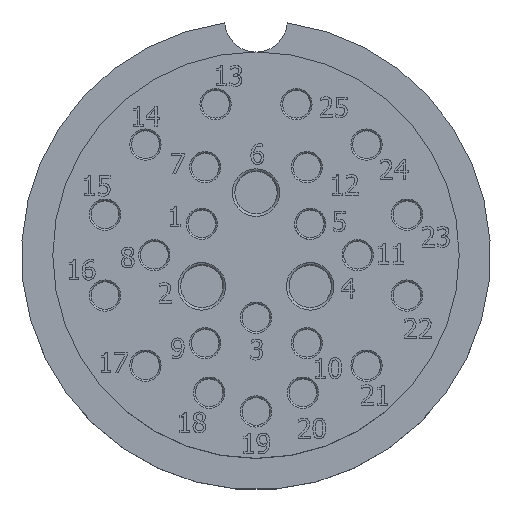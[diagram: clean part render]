
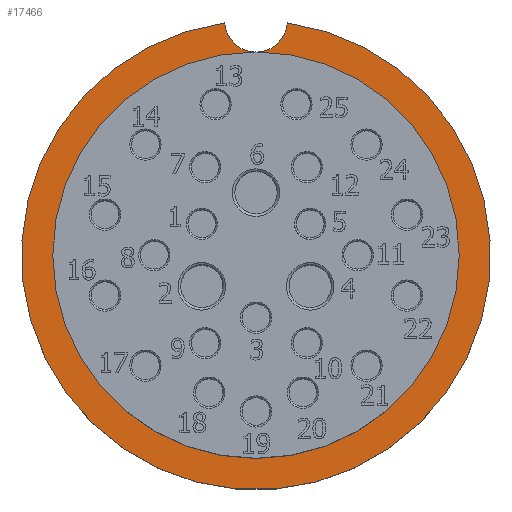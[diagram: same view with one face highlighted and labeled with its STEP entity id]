
A CAD part, top view. The second image highlights one B-rep face of the part: STEP entity #17466.
In plain terms, the highlighted planar face has unit normal (0, 0, 1).
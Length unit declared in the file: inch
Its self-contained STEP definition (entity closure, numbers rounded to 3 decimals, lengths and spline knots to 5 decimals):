
#4061=PLANE($,#18458);
#5577=FACE_OUTER_BOUND($,#6956,.T.);
#6956=EDGE_LOOP($,(#15673,#15674,#15675,#15676));
#7249=CIRCLE($,#18333,0.9375);
#7250=CIRCLE($,#18335,0.8125);
#7301=CIRCLE($,#18459,0.125);
#7302=CIRCLE($,#18460,0.125);
#8858=VERTEX_POINT($,#30890);
#8859=VERTEX_POINT($,#30892);
#8860=VERTEX_POINT($,#30896);
#11113=EDGE_CURVE($,#8859,#8858,#7249,.T.);
#11115=EDGE_CURVE($,#8860,#8860,#7250,.T.);
#11178=EDGE_CURVE($,#8860,#8858,#7301,.T.);
#11179=EDGE_CURVE($,#8859,#8860,#7302,.T.);
#15673=ORIENTED_EDGE($,*,*,#11113,.T.);
#15674=ORIENTED_EDGE($,*,*,#11178,.F.);
#15675=ORIENTED_EDGE($,*,*,#11115,.F.);
#15676=ORIENTED_EDGE($,*,*,#11179,.F.);
#17466=ADVANCED_FACE($,(#5577),#4061,.F.);
#18333=AXIS2_PLACEMENT_3D($,#30893,#21402,#21403);
#18335=AXIS2_PLACEMENT_3D($,#30897,#21407,#21408);
#18458=AXIS2_PLACEMENT_3D($,#31124,#21661,#21662);
#18459=AXIS2_PLACEMENT_3D($,#31125,#21663,#21664);
#18460=AXIS2_PLACEMENT_3D($,#31126,#21665,#21666);
#21402=DIRECTION('center_axis',(0.,0.,1.));
#21403=DIRECTION('ref_axis',(1.,0.,0.));
#21407=DIRECTION('center_axis',(0.,0.,1.));
#21408=DIRECTION('ref_axis',(1.,0.,0.));
#21661=DIRECTION('center_axis',(0.,0.,-1.));
#21662=DIRECTION('ref_axis',(-1.,0.,0.));
#21663=DIRECTION('center_axis',(0.,0.,1.));
#21664=DIRECTION('ref_axis',(1.,0.,0.));
#21665=DIRECTION('center_axis',(0.,0.,1.));
#21666=DIRECTION('ref_axis',(1.,0.,0.));
#30890=CARTESIAN_POINT('',(0.12472,0.92917,1.05));
#30892=CARTESIAN_POINT('',(-0.12472,0.92917,1.05));
#30893=CARTESIAN_POINT('Origin',(0.,0.,1.05));
#30896=CARTESIAN_POINT('',(0.,0.8125,1.05));
#30897=CARTESIAN_POINT('Origin',(0.,0.,1.05));
#31124=CARTESIAN_POINT('Origin',(0.,0.8125,1.05));
#31125=CARTESIAN_POINT('Origin',(0.,0.9375,1.05));
#31126=CARTESIAN_POINT('Origin',(0.,0.9375,1.05));
